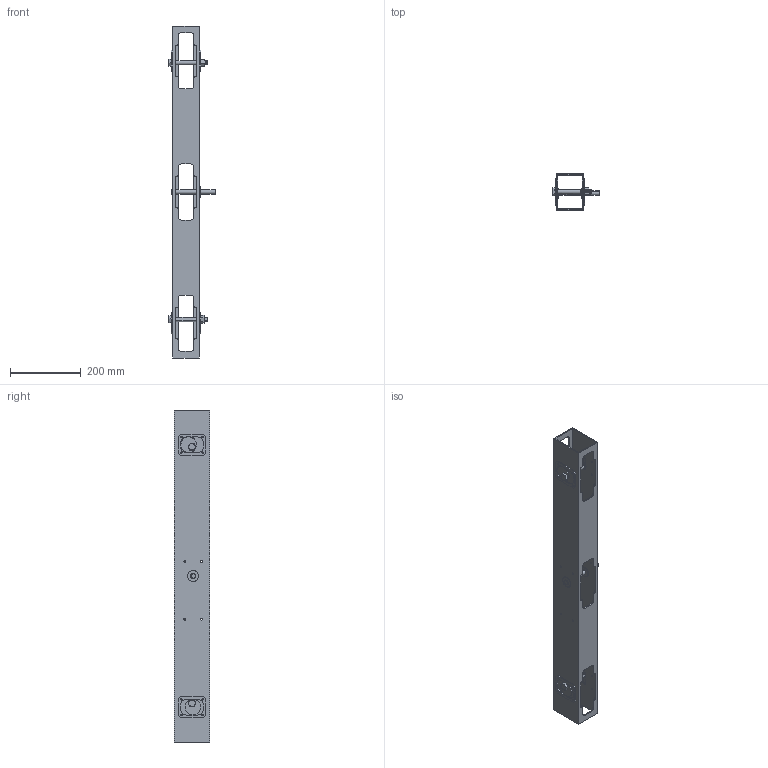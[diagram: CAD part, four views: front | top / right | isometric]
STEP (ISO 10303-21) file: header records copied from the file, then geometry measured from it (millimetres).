
FILE_DESCRIPTION((''),'2;1');
FILE_NAME('rb_chassis_side_37_asm.stp','2009-11-29T08:50:43',('ajlapp'),(''),'Autodesk Inventor 2009','Autodesk Inventor 2009','');
FILE_SCHEMA(('AUTOMOTIVE_DESIGN { 1 0 10303 214 1 1 1 1 }'));
Length unit declared in the file: inch
Products named in the file (9): bf_chassis_side_asm.iam (No Wheels); rb_chassis_tube_long; rb_cam; bf_axle_bolt_4in; bf_axle_nut; .5_ball_bearing; FIRST_drive_shaft; snap_ring_97633A200; rb_cam_pocket_punch
Assembly tree (18 placements, depth 2):
  bf_chassis_side_asm.iam (No Wheels)
    rb_chassis_tube_long
    rb_cam  x4
    bf_axle_bolt_4in  x2
    bf_axle_nut  x2
    .5_ball_bearing  x2
    FIRST_drive_shaft
    snap_ring_97633A200  x2
    rb_cam_pocket_punch  x4
Bounding box: 132.18 x 101.6 x 939.8 mm (x, y, z)
Volume: 961153.1 mm3; surface area: 616852.7 mm2
Topology: 18 solids, 18 shells, 586 faces, 1706 edges, 1160 vertices
Faces by surface type: cylinder 223, plane 211, cone 116, bspline 34, torus 2
Full cylindrical faces by diameter (mm): 1.194 x4, 5.08 x8, 10.585 x10, 12.7 x12, 28.575 x4, 31.573 x2, 43.942 x4
Entity records: 12745 total; most frequent: CARTESIAN_POINT 3445, ORIENTED_EDGE 1886, DIRECTION 1828, EDGE_CURVE 943, AXIS2_PLACEMENT_3D 703, VERTEX_POINT 672, EDGE_LOOP 507, VECTOR 422
